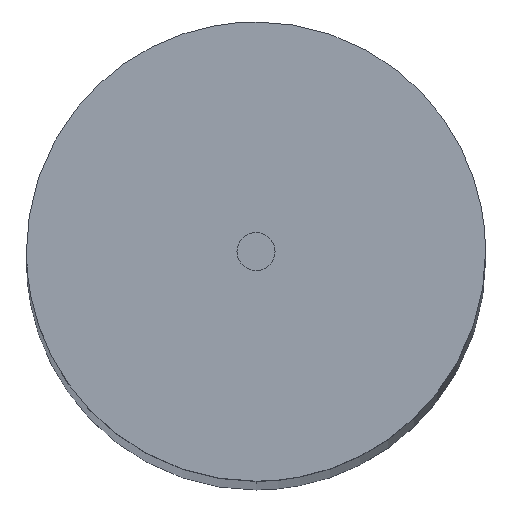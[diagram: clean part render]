
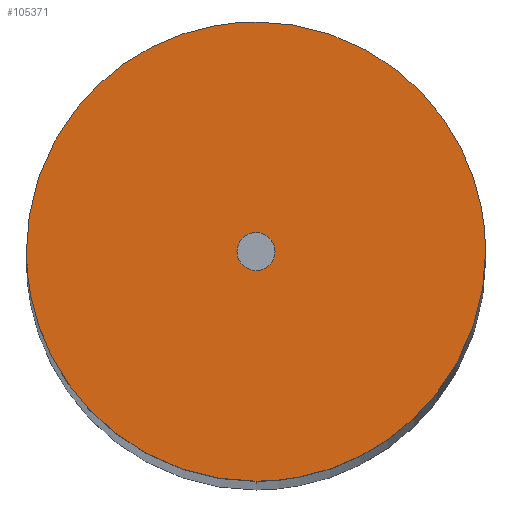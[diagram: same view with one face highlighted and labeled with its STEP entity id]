
A CAD part, top view. The second image highlights one B-rep face of the part: STEP entity #105371.
In plain terms, the highlighted free-form (B-spline) face has degree [1, 1] with [2, 2] control points.
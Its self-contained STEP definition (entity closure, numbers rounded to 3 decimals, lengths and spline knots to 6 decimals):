
#12147=(
BOUNDED_CURVE()
B_SPLINE_CURVE(2,(#126384,#126385,#126386),.UNSPECIFIED.,.F.,.F.)
B_SPLINE_CURVE_WITH_KNOTS((3,3),(0.,1.),.UNSPECIFIED.)
CURVE()
GEOMETRIC_REPRESENTATION_ITEM()
RATIONAL_B_SPLINE_CURVE((1.,0.707,1.))
REPRESENTATION_ITEM('')
);
#12149=(
BOUNDED_CURVE()
B_SPLINE_CURVE(2,(#126396,#126397,#126398),.UNSPECIFIED.,.F.,.F.)
B_SPLINE_CURVE_WITH_KNOTS((3,3),(0.,1.),.UNSPECIFIED.)
CURVE()
GEOMETRIC_REPRESENTATION_ITEM()
RATIONAL_B_SPLINE_CURVE((1.,0.707,1.))
REPRESENTATION_ITEM('')
);
#12151=(
BOUNDED_CURVE()
B_SPLINE_CURVE(2,(#126408,#126409,#126410),.UNSPECIFIED.,.F.,.F.)
B_SPLINE_CURVE_WITH_KNOTS((3,3),(0.,1.),.UNSPECIFIED.)
CURVE()
GEOMETRIC_REPRESENTATION_ITEM()
RATIONAL_B_SPLINE_CURVE((1.,0.707,1.))
REPRESENTATION_ITEM('')
);
#12156=(
BOUNDED_CURVE()
B_SPLINE_CURVE(2,(#126437,#126438,#126439),.UNSPECIFIED.,.F.,.F.)
B_SPLINE_CURVE_WITH_KNOTS((3,3),(0.,1.),.UNSPECIFIED.)
CURVE()
GEOMETRIC_REPRESENTATION_ITEM()
RATIONAL_B_SPLINE_CURVE((1.,0.707,1.))
REPRESENTATION_ITEM('')
);
#12157=(
BOUNDED_CURVE()
B_SPLINE_CURVE(2,(#126444,#126445,#126446),.UNSPECIFIED.,.F.,.F.)
B_SPLINE_CURVE_WITH_KNOTS((3,3),(0.,1.),.UNSPECIFIED.)
CURVE()
GEOMETRIC_REPRESENTATION_ITEM()
RATIONAL_B_SPLINE_CURVE((1.,0.707,1.))
REPRESENTATION_ITEM('')
);
#12158=(
BOUNDED_CURVE()
B_SPLINE_CURVE(2,(#126449,#126450,#126451),.UNSPECIFIED.,.F.,.F.)
B_SPLINE_CURVE_WITH_KNOTS((3,3),(0.,1.),.UNSPECIFIED.)
CURVE()
GEOMETRIC_REPRESENTATION_ITEM()
RATIONAL_B_SPLINE_CURVE((1.,0.707,1.))
REPRESENTATION_ITEM('')
);
#12159=(
BOUNDED_CURVE()
B_SPLINE_CURVE(2,(#126453,#126454,#126455),.UNSPECIFIED.,.F.,.F.)
B_SPLINE_CURVE_WITH_KNOTS((3,3),(0.,1.),.UNSPECIFIED.)
CURVE()
GEOMETRIC_REPRESENTATION_ITEM()
RATIONAL_B_SPLINE_CURVE((1.,0.707,1.))
REPRESENTATION_ITEM('')
);
#12160=(
BOUNDED_CURVE()
B_SPLINE_CURVE(2,(#126457,#126458,#126459),.UNSPECIFIED.,.F.,.F.)
B_SPLINE_CURVE_WITH_KNOTS((3,3),(0.,1.),.UNSPECIFIED.)
CURVE()
GEOMETRIC_REPRESENTATION_ITEM()
RATIONAL_B_SPLINE_CURVE((1.,0.707,1.))
REPRESENTATION_ITEM('')
);
#24181=ORIENTED_EDGE('',*,*,#57369,.T.);
#24182=ORIENTED_EDGE('',*,*,#57371,.T.);
#24183=ORIENTED_EDGE('',*,*,#57373,.T.);
#24184=ORIENTED_EDGE('',*,*,#57378,.T.);
#24185=ORIENTED_EDGE('',*,*,#57379,.F.);
#24186=ORIENTED_EDGE('',*,*,#57380,.F.);
#24187=ORIENTED_EDGE('',*,*,#57381,.F.);
#24188=ORIENTED_EDGE('',*,*,#57382,.F.);
#57369=EDGE_CURVE('',#73982,#73983,#12147,.T.);
#57371=EDGE_CURVE('',#73983,#73984,#12149,.T.);
#57373=EDGE_CURVE('',#73984,#73985,#12151,.T.);
#57378=EDGE_CURVE('',#73985,#73982,#12156,.T.);
#57379=EDGE_CURVE('',#73990,#73991,#12157,.T.);
#57380=EDGE_CURVE('',#73992,#73990,#12158,.T.);
#57381=EDGE_CURVE('',#73993,#73992,#12159,.T.);
#57382=EDGE_CURVE('',#73991,#73993,#12160,.T.);
#73982=VERTEX_POINT('',#126380);
#73983=VERTEX_POINT('',#126383);
#73984=VERTEX_POINT('',#126395);
#73985=VERTEX_POINT('',#126407);
#73990=VERTEX_POINT('',#126447);
#73991=VERTEX_POINT('',#126448);
#73992=VERTEX_POINT('',#126452);
#73993=VERTEX_POINT('',#126456);
#86354=EDGE_LOOP('',(#24181,#24182,#24183,#24184));
#86355=EDGE_LOOP('',(#24185,#24186,#24187,#24188));
#94614=FACE_BOUND('',#86354,.T.);
#94615=FACE_BOUND('',#86355,.T.);
#102847=B_SPLINE_SURFACE_WITH_KNOTS('',1,1,((#126440,#126441),(#126442,
#126443)),.PLANE_SURF.,.F.,.F.,.F.,(2,2),(2,2),(0.,0.503),(0.,0.503),
 .PIECEWISE_BEZIER_KNOTS.);
#105371=ADVANCED_FACE('',(#94614,#94615),#102847,.T.);
#126380=CARTESIAN_POINT('',(-0.002,0.,0.0658));
#126383=CARTESIAN_POINT('',(0.,0.002,0.0658));
#126384=CARTESIAN_POINT('',(-0.002,0.,0.0658));
#126385=CARTESIAN_POINT('',(-0.002,0.002,0.0658));
#126386=CARTESIAN_POINT('',(0.,0.002,0.0658));
#126395=CARTESIAN_POINT('',(0.002,0.,0.0658));
#126396=CARTESIAN_POINT('',(0.,0.002,0.0658));
#126397=CARTESIAN_POINT('',(0.002,0.002,0.0658));
#126398=CARTESIAN_POINT('',(0.002,0.,0.0658));
#126407=CARTESIAN_POINT('',(0.,-0.002,0.0658));
#126408=CARTESIAN_POINT('',(0.002,0.,0.0658));
#126409=CARTESIAN_POINT('',(0.002,-0.002,0.0658));
#126410=CARTESIAN_POINT('',(0.,-0.002,0.0658));
#126437=CARTESIAN_POINT('',(0.,-0.002,0.0658));
#126438=CARTESIAN_POINT('',(-0.002,-0.002,0.0658));
#126439=CARTESIAN_POINT('',(-0.002,0.,0.0658));
#126440=CARTESIAN_POINT('',(-0.02415,-0.02415,0.0658));
#126441=CARTESIAN_POINT('',(-0.02415,0.02444,0.0658));
#126442=CARTESIAN_POINT('',(0.02444,-0.02415,0.0658));
#126443=CARTESIAN_POINT('',(0.02444,0.02444,0.0658));
#126444=CARTESIAN_POINT('',(0.,-0.02415,0.0658));
#126445=CARTESIAN_POINT('',(-0.02415,-0.02415,0.0658));
#126446=CARTESIAN_POINT('',(-0.02415,0.,0.0658));
#126447=CARTESIAN_POINT('',(0.,-0.02415,0.0658));
#126448=CARTESIAN_POINT('',(-0.02415,0.,0.0658));
#126449=CARTESIAN_POINT('',(0.02415,0.,0.0658));
#126450=CARTESIAN_POINT('',(0.02415,-0.02415,0.0658));
#126451=CARTESIAN_POINT('',(0.,-0.02415,0.0658));
#126452=CARTESIAN_POINT('',(0.02415,0.,0.0658));
#126453=CARTESIAN_POINT('',(0.,0.02415,0.0658));
#126454=CARTESIAN_POINT('',(0.02415,0.02415,0.0658));
#126455=CARTESIAN_POINT('',(0.02415,0.,0.0658));
#126456=CARTESIAN_POINT('',(0.,0.02415,0.0658));
#126457=CARTESIAN_POINT('',(-0.02415,0.,0.0658));
#126458=CARTESIAN_POINT('',(-0.02415,0.02415,0.0658));
#126459=CARTESIAN_POINT('',(0.,0.02415,0.0658));
